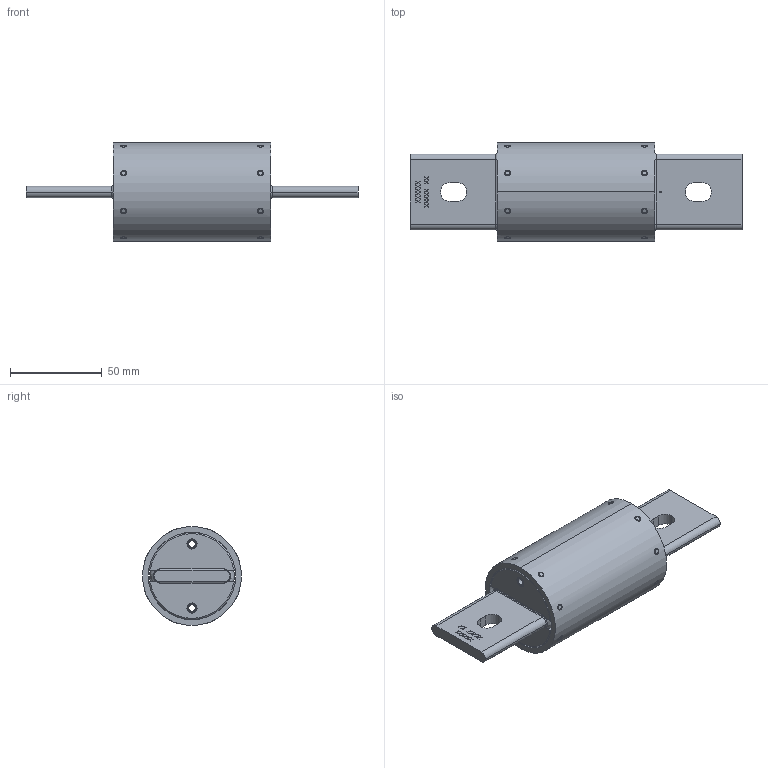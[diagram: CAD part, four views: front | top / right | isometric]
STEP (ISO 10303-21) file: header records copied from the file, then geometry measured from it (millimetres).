
FILE_DESCRIPTION (( 'STEP AP214' ), '1' );
FILE_NAME ('701854revA.STEP', '2014-12-04T16:22:07', ( '' ), ( '' ), 'SwSTEP 2.0', 'SolidWorks 2014', '' );
FILE_SCHEMA (( 'AUTOMOTIVE_DESIGN' ));
Length unit declared in the file: inch
Products named in the file (1): 701854revA
Bounding box: 180.97 x 53.98 x 53.98 mm (x, y, z)
Surface area: 43039.1 mm2 (no closed solid volume)
Topology: 0 solids, 39 shells, 177 faces, 742 edges, 598 vertices
Faces by surface type: cylinder 66, cone 52, plane 51, bspline 4, torus 4
Entity records: 12314 total; most frequent: CARTESIAN_POINT 4018, DIRECTION 1166, ORIENTED_EDGE 1048, EDGE_CURVE 738, VERTEX_POINT 598, LINE 474, VECTOR 474, AXIS2_PLACEMENT_3D 346
